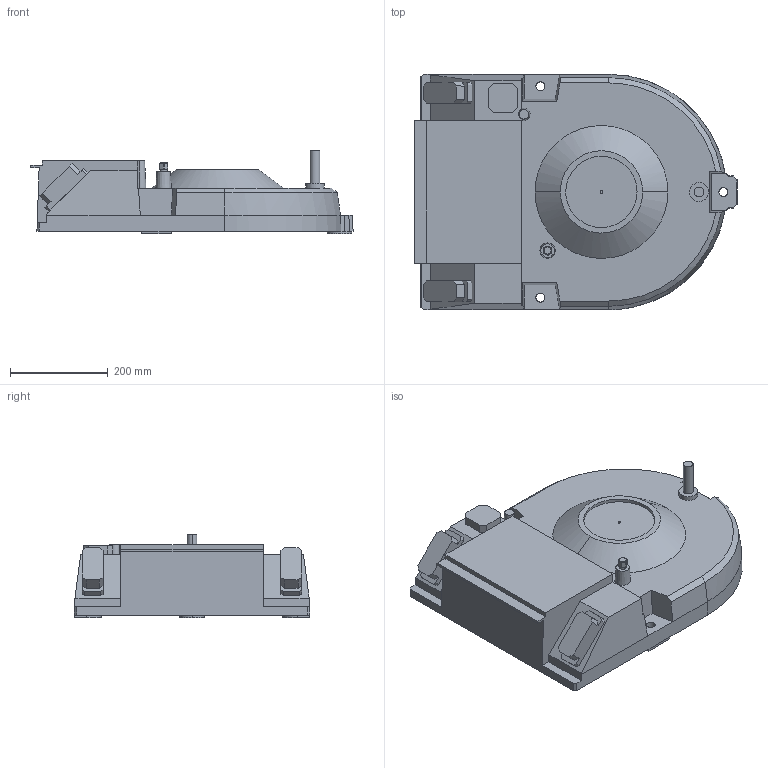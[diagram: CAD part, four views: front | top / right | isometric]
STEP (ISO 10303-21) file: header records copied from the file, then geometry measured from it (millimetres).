
FILE_DESCRIPTION (( 'STEP AP203' ), '1' );
FILE_NAME ('IRB1600_X-120_IRC5_rev1_BASE.STEP', '2017-07-12T06:26:12', ( 'ABB' ), ( 'ABB' ), 'SwSTEP 2.0', 'SolidWorks 2016', '' );
FILE_SCHEMA (( 'CONFIG_CONTROL_DESIGN' ));
Length unit declared in the file: millimetre
Products named in the file (1): IRB1600_X-120_IRC5_rev1_BASE
Bounding box: 660.26 x 483.27 x 171 mm (x, y, z)
Volume: 28873944 mm3; surface area: 853666.9 mm2
Topology: 3 solids, 3 shells, 160 faces, 418 edges, 274 vertices
Faces by surface type: plane 119, bspline 27, cylinder 10, cone 4
Entity records: 5888 total; most frequent: CARTESIAN_POINT 2067, ORIENTED_EDGE 836, DIRECTION 639, EDGE_CURVE 418, LINE 319, VECTOR 319, VERTEX_POINT 274, EDGE_LOOP 176
